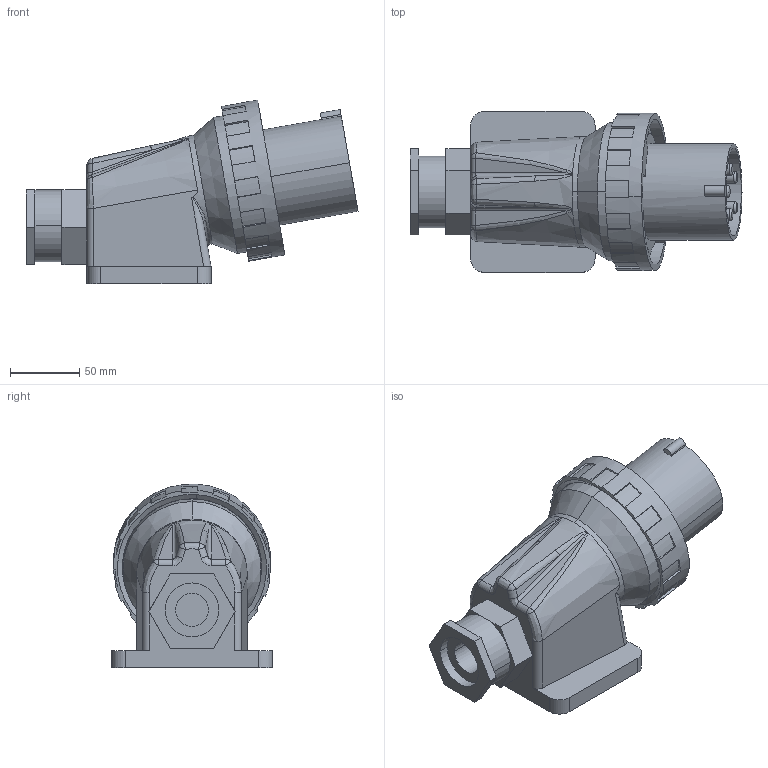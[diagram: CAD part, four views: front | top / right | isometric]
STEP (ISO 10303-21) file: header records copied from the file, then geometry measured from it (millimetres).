
FILE_DESCRIPTION((''),'2;1');
FILE_NAME('GW61453_ASM','2021-09-29T13:31:21',('User'),('Axiro Italia'),'CREO PARAMETRIC BY PTC INC, 2020354','CREO PARAMETRIC BY PTC INC, 2020354','');
FILE_SCHEMA(('CONFIG_CONTROL_DESIGN'));
Length unit declared in the file: millimetre
Products named in the file (4): GW61453_COMPONENTE_A_OR; GW61453_COMPONENTE_B_OR; GW61453_COMPONENTE_C_OR; GW61453_ASM
Assembly tree (3 placements, depth 2):
  GW61453_ASM
    GW61453_COMPONENTE_A_OR
    GW61453_COMPONENTE_B_OR
    GW61453_COMPONENTE_C_OR
Bounding box: 240.4 x 116.6 x 133.07 mm (x, y, z)
Volume: 574218.6 mm3; surface area: 224695.7 mm2
Topology: 5 solids, 6 shells, 413 faces, 1041 edges, 667 vertices
Faces by surface type: plane 209, cylinder 162, bspline 15, cone 12, torus 11, sphere 4
Entity records: 14412 total; most frequent: CARTESIAN_POINT 4157, DIRECTION 2214, ORIENTED_EDGE 2078, EDGE_CURVE 1039, AXIS2_PLACEMENT_3D 829, VERTEX_POINT 667, VECTOR 556, LINE 556
